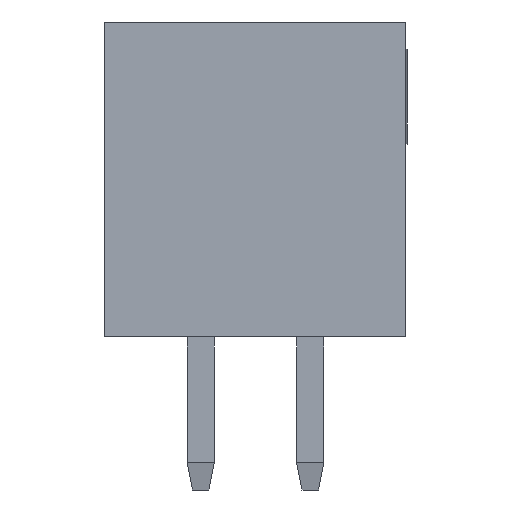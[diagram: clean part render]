
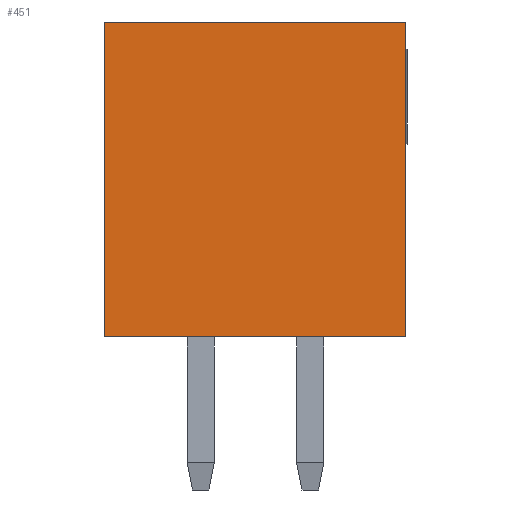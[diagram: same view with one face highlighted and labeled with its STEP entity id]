
A CAD part, left-side view. The second image highlights one B-rep face of the part: STEP entity #451.
In plain terms, the highlighted planar face has unit normal (-1, 0, 0).
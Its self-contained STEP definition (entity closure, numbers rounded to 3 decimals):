
#396=CARTESIAN_POINT('',(-13.5,2.75,-1.55));
#397=VERTEX_POINT('',#396);
#404=CARTESIAN_POINT('',(-13.5,2.75,4.2));
#405=VERTEX_POINT('',#404);
#406=CARTESIAN_POINT('',(-13.5,2.75,-1.55));
#407=DIRECTION('',(0.,0.,1.));
#408=VECTOR('',#407,5.75);
#409=LINE('',#406,#408);
#410=EDGE_CURVE('',#397,#405,#409,.T.);
#421=CARTESIAN_POINT('',(-13.5,0.,1.325));
#422=DIRECTION('',(0.,-1.,0.));
#423=DIRECTION('',(-1.,0.,0.));
#424=AXIS2_PLACEMENT_3D('',#421,#423,#422);
#425=PLANE('',#424);
#426=ORIENTED_EDGE('',*,*,#410,.F.);
#427=CARTESIAN_POINT('',(-13.5,-2.75,-1.55));
#428=VERTEX_POINT('',#427);
#429=CARTESIAN_POINT('',(-13.5,2.75,-1.55));
#430=DIRECTION('',(0.,-1.,0.));
#431=VECTOR('',#430,5.5);
#432=LINE('',#429,#431);
#433=EDGE_CURVE('',#397,#428,#432,.T.);
#434=ORIENTED_EDGE('',*,*,#433,.T.);
#435=CARTESIAN_POINT('',(-13.5,-2.75,4.2));
#436=VERTEX_POINT('',#435);
#437=CARTESIAN_POINT('',(-13.5,-2.75,-1.55));
#438=DIRECTION('',(0.,0.,1.));
#439=VECTOR('',#438,5.75);
#440=LINE('',#437,#439);
#441=EDGE_CURVE('',#428,#436,#440,.T.);
#442=ORIENTED_EDGE('',*,*,#441,.T.);
#443=CARTESIAN_POINT('',(-13.5,-2.75,4.2));
#444=DIRECTION('',(0.,1.,0.));
#445=VECTOR('',#444,5.5);
#446=LINE('',#443,#445);
#447=EDGE_CURVE('',#436,#405,#446,.T.);
#448=ORIENTED_EDGE('',*,*,#447,.T.);
#449=EDGE_LOOP('',(#426,#434,#442,#448));
#450=FACE_OUTER_BOUND('',#449,.T.);
#451=ADVANCED_FACE('',(#450),#425,.T.);
